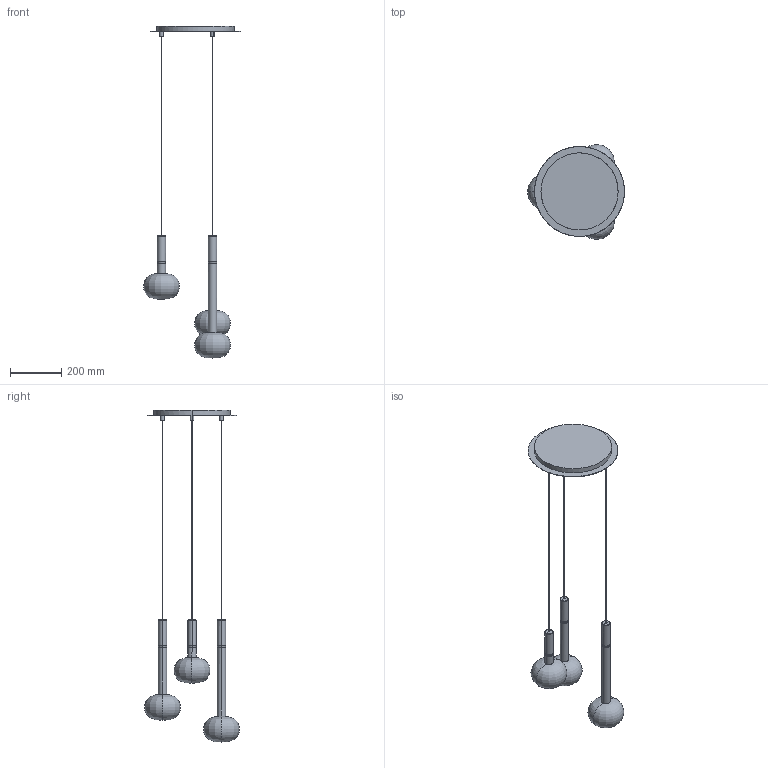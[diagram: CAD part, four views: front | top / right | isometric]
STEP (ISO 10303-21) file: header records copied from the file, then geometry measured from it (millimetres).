
FILE_DESCRIPTION(/* description */ (''),/* implementation_level */ '2;1');
FILE_NAME(/* name */ '1744.232.Kit_Mose',/* time_stamp */ '2022-09-14T16:59:53+02:00',/* author */ (''),/* organization */ (''),/* preprocessor_version */ 'ST-DEVELOPER v16.5',/* originating_system */ '',/* authorisation */ '');
FILE_SCHEMA (('CONFIG_CONTROL_DESIGN'));
Length unit declared in the file: millimetre
Products named in the file (1): Document
Bounding box: 377.46 x 369.5 x 1291.96 mm (x, y, z)
Volume: 5661818.6 mm3; surface area: 624322.1 mm2
Topology: 14 solids, 20 shells, 101 faces, 192 edges, 110 vertices
Faces by surface type: plane 37, bspline 36, cylinder 28
Entity records: 3535 total; most frequent: CARTESIAN_POINT 2182, ORIENTED_EDGE 342, EDGE_CURVE 180, VERTEX_POINT 110, ADVANCED_FACE 101, FACE_OUTER_BOUND 101, EDGE_LOOP 101, DIRECTION 71
